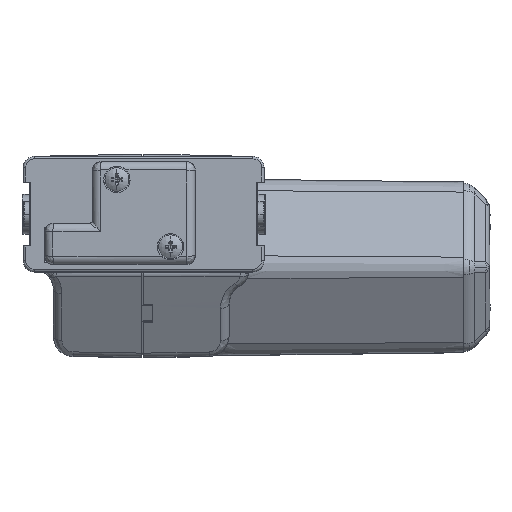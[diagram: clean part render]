
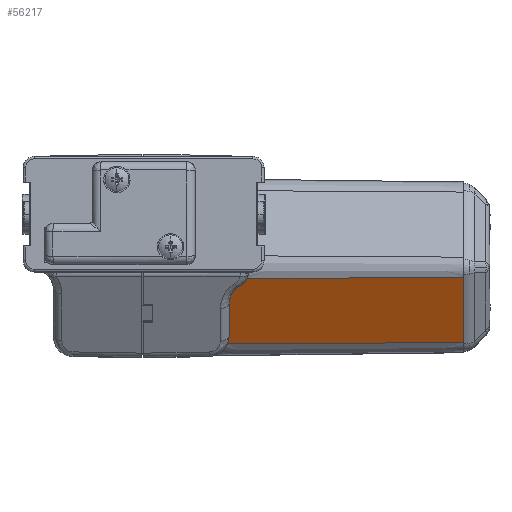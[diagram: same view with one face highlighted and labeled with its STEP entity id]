
A CAD part, top view. The second image highlights one B-rep face of the part: STEP entity #56217.
In plain terms, the highlighted planar face has unit normal (0.012, -0.5, 0.866).
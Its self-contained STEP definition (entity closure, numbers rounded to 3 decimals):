
#262 = ORIENTED_EDGE ( 'NONE', *, *, #25113, .T. ) ;
#945 = CARTESIAN_POINT ( 'NONE',  ( 41.098, -25.546, -41.796 ) ) ;
#2486 = VERTEX_POINT ( 'NONE', #37499 ) ;
#2864 = PLANE ( 'NONE',  #37116 ) ;
#3397 = CARTESIAN_POINT ( 'NONE',  ( 42., -51.504, -56.796 ) ) ;
#3828 = VECTOR ( 'NONE', #37574, 1000. ) ;
#5476 = CARTESIAN_POINT ( 'NONE',  ( 39.329, -28.017, -43.198 ) ) ;
#5623 = LINE ( 'NONE', #72509, #3828 ) ;
#5821 = DIRECTION ( 'NONE',  ( 0., -0.866, -0.5 ) ) ;
#6031 = EDGE_CURVE ( 'NONE', #53064, #29432, #50979, .T. ) ;
#13150 = CARTESIAN_POINT ( 'NONE',  ( 34., -35.713, -47.566 ) ) ;
#13871 = EDGE_CURVE ( 'NONE', #2486, #63921, #51955, .T. ) ;
#14294 =( BOUNDED_CURVE ( )  B_SPLINE_CURVE ( 3, ( #46354, #5476, #52216, #17240 ),
 .UNSPECIFIED., .F., .F. ) 
 B_SPLINE_CURVE_WITH_KNOTS ( ( 4, 4 ),
 ( 0.499, 1.067 ),
 .UNSPECIFIED. ) 
 CURVE ( )  GEOMETRIC_REPRESENTATION_ITEM ( )  RATIONAL_B_SPLINE_CURVE ( ( 1., 0.973, 0.973, 1. ) ) 
 REPRESENTATION_ITEM ( '' )  );
#14666 = DIRECTION ( 'NONE',  ( 0., 0.866, 0.5 ) ) ;
#14858 = VERTEX_POINT ( 'NONE', #27632 ) ;
#15273 = ORIENTED_EDGE ( 'NONE', *, *, #20880, .F. ) ;
#16281 = VERTEX_POINT ( 'NONE', #945 ) ;
#17240 = CARTESIAN_POINT ( 'NONE',  ( 41.098, -25.546, -41.796 ) ) ;
#19771 = CARTESIAN_POINT ( 'NONE',  ( 98.699, -25.194, -42.405 ) ) ;
#20880 = EDGE_CURVE ( 'NONE', #14858, #16281, #14294, .T. ) ;
#21331 = VERTEX_POINT ( 'NONE', #27191 ) ;
#22560 = EDGE_CURVE ( 'NONE', #16281, #21331, #67546, .T. ) ;
#24964 = CARTESIAN_POINT ( 'NONE',  ( 34., -48.545, -54.974 ) ) ;
#25113 = EDGE_CURVE ( 'NONE', #14858, #2486, #36192, .T. ) ;
#25582 = EDGE_LOOP ( 'NONE', ( #39331, #58022, #72323, #15273, #262, #42620, #60309 ) ) ;
#27191 = CARTESIAN_POINT ( 'NONE',  ( 127.5, -25.018, -42.71 ) ) ;
#27632 = CARTESIAN_POINT ( 'NONE',  ( 38., -28.785, -43.622 ) ) ;
#29432 = VERTEX_POINT ( 'NONE', #58271 ) ;
#30479 = CARTESIAN_POINT ( 'NONE',  ( 35.464, -30.249, -44.431 ) ) ;
#30545 = CARTESIAN_POINT ( 'NONE',  ( 33.801, -50.597, -56.156 ) ) ;
#35178 = EDGE_CURVE ( 'NONE', #29432, #21331, #5623, .T. ) ;
#35434 = VECTOR ( 'NONE', #67696, 1000. ) ;
#36192 =( BOUNDED_CURVE ( )  B_SPLINE_CURVE ( 3, ( #69976, #30479, #48093, #13150 ),
 .UNSPECIFIED., .F., .F. ) 
 B_SPLINE_CURVE_WITH_KNOTS ( ( 4, 4 ),
 ( 3.641, 4.688 ),
 .UNSPECIFIED. ) 
 CURVE ( )  GEOMETRIC_REPRESENTATION_ITEM ( )  RATIONAL_B_SPLINE_CURVE ( ( 1., 0.911, 0.911, 1. ) ) 
 REPRESENTATION_ITEM ( '' )  );
#36317 = FACE_OUTER_BOUND ( 'NONE', #25582, .T. ) ;
#36404 = CARTESIAN_POINT ( 'NONE',  ( 34., -49.581, -55.572 ) ) ;
#36423 = VECTOR ( 'NONE', #5821, 1000. ) ;
#37095 = CARTESIAN_POINT ( 'NONE',  ( 69.899, -25.37, -42.1 ) ) ;
#37116 = AXIS2_PLACEMENT_3D ( 'NONE', #43729, #49616, #14666 ) ;
#37499 = CARTESIAN_POINT ( 'NONE',  ( 34., -35.713, -47.566 ) ) ;
#37574 = DIRECTION ( 'NONE',  ( 0., 0.866, 0.5 ) ) ;
#39331 = ORIENTED_EDGE ( 'NONE', *, *, #6031, .T. ) ;
#42620 = ORIENTED_EDGE ( 'NONE', *, *, #13871, .T. ) ;
#43729 = CARTESIAN_POINT ( 'NONE',  ( 42., -52.544, -57.396 ) ) ;
#44942 = CARTESIAN_POINT ( 'NONE',  ( 33.411, -51.557, -56.705 ) ) ;
#46354 = CARTESIAN_POINT ( 'NONE',  ( 38., -28.785, -43.622 ) ) ;
#48032 = CARTESIAN_POINT ( 'NONE',  ( 34., -48.545, -54.974 ) ) ;
#48093 = CARTESIAN_POINT ( 'NONE',  ( 34., -32.785, -45.875 ) ) ;
#49616 = DIRECTION ( 'NONE',  ( 0.012, -0.5, 0.866 ) ) ;
#50979 = LINE ( 'NONE', #3397, #35434 ) ;
#51582 = EDGE_CURVE ( 'NONE', #53064, #63921, #65793, .T. ) ;
#51955 = LINE ( 'NONE', #63263, #36423 ) ;
#52216 = CARTESIAN_POINT ( 'NONE',  ( 40.391, -26.908, -42.572 ) ) ;
#53064 = VERTEX_POINT ( 'NONE', #44942 ) ;
#56217 = ADVANCED_FACE ( 'NONE', ( #36317 ), #2864, .T. ) ;
#58022 = ORIENTED_EDGE ( 'NONE', *, *, #35178, .T. ) ;
#58271 = CARTESIAN_POINT ( 'NONE',  ( 127.5, -50.982, -57.7 ) ) ;
#59890 = CARTESIAN_POINT ( 'NONE',  ( 33.411, -51.557, -56.705 ) ) ;
#60051 = CARTESIAN_POINT ( 'NONE',  ( 41.098, -25.546, -41.796 ) ) ;
#60309 = ORIENTED_EDGE ( 'NONE', *, *, #51582, .F. ) ;
#60573 = CARTESIAN_POINT ( 'NONE',  ( 127.5, -25.018, -42.71 ) ) ;
#63263 = CARTESIAN_POINT ( 'NONE',  ( 34., -52.592, -57.311 ) ) ;
#63921 = VERTEX_POINT ( 'NONE', #48032 ) ;
#65793 =( BOUNDED_CURVE ( )  B_SPLINE_CURVE ( 3, ( #59890, #30545, #36404, #24964 ),
 .UNSPECIFIED., .F., .F. ) 
 B_SPLINE_CURVE_WITH_KNOTS ( ( 4, 4 ),
 ( 4.302, 4.688 ),
 .UNSPECIFIED. ) 
 CURVE ( )  GEOMETRIC_REPRESENTATION_ITEM ( )  RATIONAL_B_SPLINE_CURVE ( ( 1., 0.988, 0.988, 1. ) ) 
 REPRESENTATION_ITEM ( '' )  );
#67546 = B_SPLINE_CURVE_WITH_KNOTS ( 'NONE', 3,
 ( #60051, #37095, #19771, #60573 ),
 .UNSPECIFIED., .F., .F.,
 ( 4, 4 ),
 ( 0., 1.061 ),
 .UNSPECIFIED. ) ;
#67696 = DIRECTION ( 'NONE',  ( 1., 0.006, -0.011 ) ) ;
#69976 = CARTESIAN_POINT ( 'NONE',  ( 38., -28.785, -43.622 ) ) ;
#72323 = ORIENTED_EDGE ( 'NONE', *, *, #22560, .F. ) ;
#72509 = CARTESIAN_POINT ( 'NONE',  ( 127.5, -25.321, -42.885 ) ) ;
